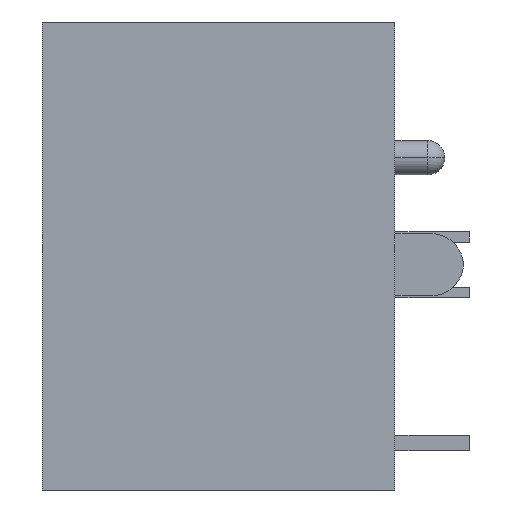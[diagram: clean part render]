
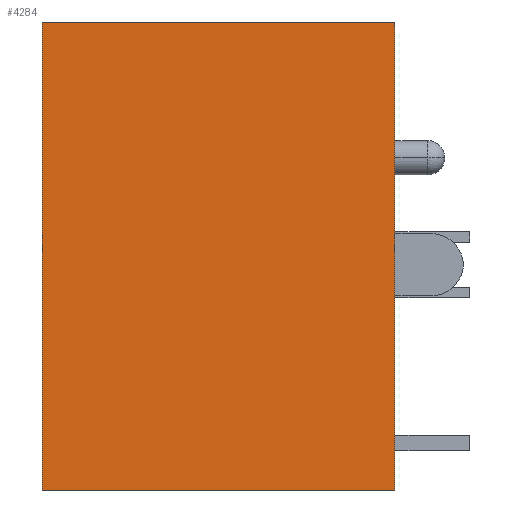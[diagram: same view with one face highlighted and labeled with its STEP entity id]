
A CAD part, left-side view. The second image highlights one B-rep face of the part: STEP entity #4284.
In plain terms, the highlighted planar face has unit normal (-1, 0, 0).
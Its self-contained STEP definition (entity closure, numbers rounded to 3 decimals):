
#112 = VERTEX_POINT('',#113);
#113 = CARTESIAN_POINT('',(-8.09,-5.65,0.));
#119 = EDGE_CURVE('',#112,#120,#122,.T.);
#120 = VERTEX_POINT('',#121);
#121 = CARTESIAN_POINT('',(-8.09,5.65,0.));
#122 = LINE('',#123,#124);
#123 = CARTESIAN_POINT('',(-8.09,-5.65,0.));
#124 = VECTOR('',#125,1.);
#125 = DIRECTION('',(0.,1.,0.));
#1302 = EDGE_CURVE('',#120,#1303,#1305,.T.);
#1303 = VERTEX_POINT('',#1304);
#1304 = CARTESIAN_POINT('',(-8.09,5.65,-15.));
#1305 = LINE('',#1306,#1307);
#1306 = CARTESIAN_POINT('',(-8.09,5.65,0.));
#1307 = VECTOR('',#1308,1.);
#1308 = DIRECTION('',(0.,0.,-1.));
#4284 = ADVANCED_FACE('',(#4285),#4303,.T.);
#4285 = FACE_BOUND('',#4286,.F.);
#4286 = EDGE_LOOP('',(#4287,#4288,#4296,#4302));
#4287 = ORIENTED_EDGE('',*,*,#119,.F.);
#4288 = ORIENTED_EDGE('',*,*,#4289,.T.);
#4289 = EDGE_CURVE('',#112,#4290,#4292,.T.);
#4290 = VERTEX_POINT('',#4291);
#4291 = CARTESIAN_POINT('',(-8.09,-5.65,-15.));
#4292 = LINE('',#4293,#4294);
#4293 = CARTESIAN_POINT('',(-8.09,-5.65,0.));
#4294 = VECTOR('',#4295,1.);
#4295 = DIRECTION('',(0.,0.,-1.));
#4296 = ORIENTED_EDGE('',*,*,#4297,.T.);
#4297 = EDGE_CURVE('',#4290,#1303,#4298,.T.);
#4298 = LINE('',#4299,#4300);
#4299 = CARTESIAN_POINT('',(-8.09,-5.65,-15.));
#4300 = VECTOR('',#4301,1.);
#4301 = DIRECTION('',(0.,1.,0.));
#4302 = ORIENTED_EDGE('',*,*,#1302,.F.);
#4303 = PLANE('',#4304);
#4304 = AXIS2_PLACEMENT_3D('',#4305,#4306,#4307);
#4305 = CARTESIAN_POINT('',(-8.09,-5.65,0.));
#4306 = DIRECTION('',(-1.,0.,0.));
#4307 = DIRECTION('',(0.,1.,0.));
